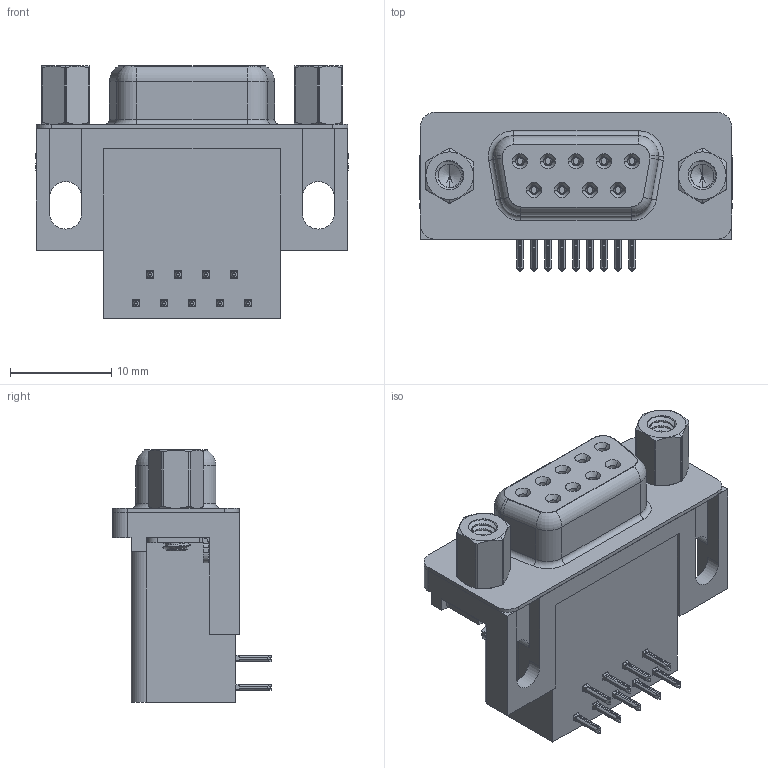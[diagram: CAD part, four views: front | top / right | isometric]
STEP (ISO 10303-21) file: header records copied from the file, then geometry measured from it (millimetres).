
FILE_DESCRIPTION (( 'STEP AP203' ), '1' );
FILE_NAME ('626-009-262-502.STEP', '2018-11-06T22:16:54', ( '' ), ( '' ), 'SwSTEP 2.0', 'SolidWorks 2016', '' );
FILE_SCHEMA (( 'CONFIG_CONTROL_DESIGN' ));
Length unit declared in the file: millimetre
Products named in the file (7): 626 Housing_9 Socket; 626 Shell_9 Socket; 626 Contact Bottom; 626 Contact Top; 626 Non Board Mount; 626 4-40 Hex Standoff 5; 626-009-262-502
Assembly tree (15 placements, depth 2):
  626-009-262-502
    626 Housing_9 Socket
    626 Shell_9 Socket
    626 Contact Bottom  x4
    626 Contact Top  x5
    626 Non Board Mount  x2
    626 4-40 Hex Standoff 5  x2
Bounding box: 30.89 x 15.73 x 24.96 mm (x, y, z)
Volume: 5072.3 mm3; surface area: 5818.7 mm2
Topology: 15 solids, 15 shells, 1608 faces, 4246 edges, 2676 vertices
Faces by surface type: plane 692, cylinder 446, bspline 320, cone 128, torus 22
Entity records: 25437 total; most frequent: CARTESIAN_POINT 9819, ORIENTED_EDGE 3250, DIRECTION 2749, EDGE_CURVE 1625, VERTEX_POINT 1035, VECTOR 935, LINE 935, AXIS2_PLACEMENT_3D 907
